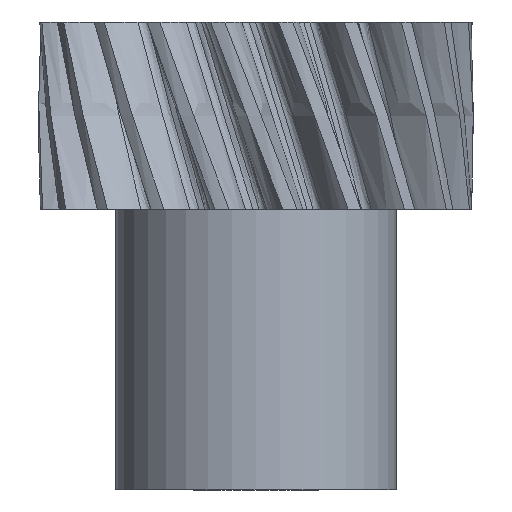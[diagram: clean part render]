
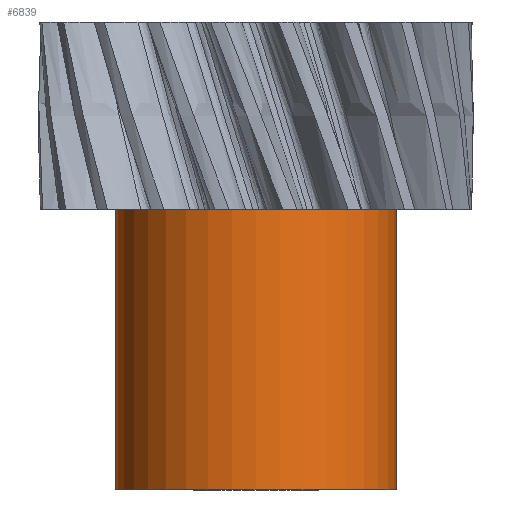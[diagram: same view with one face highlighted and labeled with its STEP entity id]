
A CAD part, front view. The second image highlights one B-rep face of the part: STEP entity #6839.
In plain terms, the highlighted cylindrical face has radius 30 mm (diameter 60 mm), a partial arc.
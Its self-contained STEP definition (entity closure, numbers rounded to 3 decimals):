
#3278 = EDGE_CURVE ( 'NONE', #10816, #10670, #14048, .T. ) ;
#4695 = CYLINDRICAL_SURFACE ( 'NONE', #4700, 30. ) ;
#4699 = FACE_OUTER_BOUND ( 'NONE', #6814, .T. ) ;
#4700 = AXIS2_PLACEMENT_3D ( 'NONE', #4705, #4728, #4727 ) ;
#4705 = CARTESIAN_POINT ( 'NONE',  ( 0., 0., -60. ) ) ;
#4727 = DIRECTION ( 'NONE',  ( 1., 0., 0. ) ) ;
#4728 = DIRECTION ( 'NONE',  ( 0., 0., 1. ) ) ;
#5247 = DIRECTION ( 'NONE',  ( 1., 0., 0. ) ) ;
#5248 = DIRECTION ( 'NONE',  ( 0., 0., 1. ) ) ;
#5258 = CARTESIAN_POINT ( 'NONE',  ( 0., 0., -60. ) ) ;
#5299 = AXIS2_PLACEMENT_3D ( 'NONE', #5258, #5248, #5247 ) ;
#5306 = CIRCLE ( 'NONE', #5299, 30. ) ;
#6281 = ORIENTED_EDGE ( 'NONE', *, *, #10685, .F. ) ;
#6809 = ORIENTED_EDGE ( 'NONE', *, *, #7217, .T. ) ;
#6814 = EDGE_LOOP ( 'NONE', ( #6281, #6809, #6857, #7222 ) ) ;
#6839 = ADVANCED_FACE ( 'NONE', ( #4699 ), #4695, .T. ) ;
#6857 = ORIENTED_EDGE ( 'NONE', *, *, #10659, .T. ) ;
#6886 = CARTESIAN_POINT ( 'NONE',  ( 30., 0., -60. ) ) ;
#7217 = EDGE_CURVE ( 'NONE', #10686, #10635, #5306, .T. ) ;
#7222 = ORIENTED_EDGE ( 'NONE', *, *, #3278, .F. ) ;
#7307 = DIRECTION ( 'NONE',  ( 0., 0., 1. ) ) ;
#7311 = CARTESIAN_POINT ( 'NONE',  ( -30., 0., -60. ) ) ;
#7324 = VECTOR ( 'NONE', #7307, 1000. ) ;
#7326 = CARTESIAN_POINT ( 'NONE',  ( -30., 0., -60. ) ) ;
#7328 = LINE ( 'NONE', #7326, #7324 ) ;
#7337 = DIRECTION ( 'NONE',  ( 0., 0., 1. ) ) ;
#7338 = VECTOR ( 'NONE', #7337, 1000. ) ;
#7339 = CARTESIAN_POINT ( 'NONE',  ( 30., 0., -60. ) ) ;
#7340 = LINE ( 'NONE', #7339, #7338 ) ;
#7480 = CARTESIAN_POINT ( 'NONE',  ( 30., 0., 0. ) ) ;
#7593 = CARTESIAN_POINT ( 'NONE',  ( -30., 0., 0. ) ) ;
#10635 = VERTEX_POINT ( 'NONE', #6886 ) ;
#10659 = EDGE_CURVE ( 'NONE', #10635, #10670, #7340, .T. ) ;
#10670 = VERTEX_POINT ( 'NONE', #7480 ) ;
#10685 = EDGE_CURVE ( 'NONE', #10686, #10816, #7328, .T. ) ;
#10686 = VERTEX_POINT ( 'NONE', #7311 ) ;
#10816 = VERTEX_POINT ( 'NONE', #7593 ) ;
#14039 = DIRECTION ( 'NONE',  ( 1., 0., 0. ) ) ;
#14040 = DIRECTION ( 'NONE',  ( 0., 0., 1. ) ) ;
#14041 = CARTESIAN_POINT ( 'NONE',  ( 0., 0., 0. ) ) ;
#14042 = AXIS2_PLACEMENT_3D ( 'NONE', #14041, #14040, #14039 ) ;
#14048 = CIRCLE ( 'NONE', #14042, 30. ) ;
